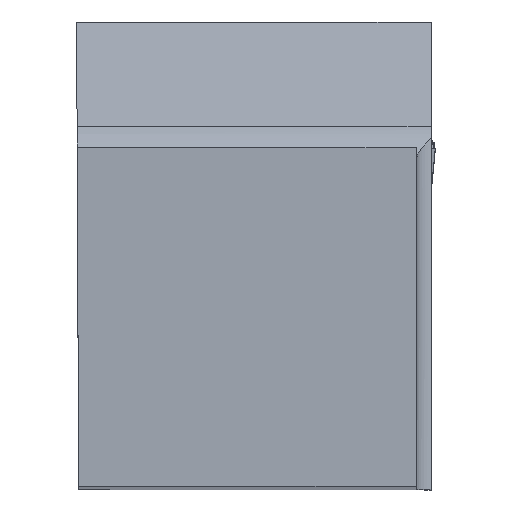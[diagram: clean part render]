
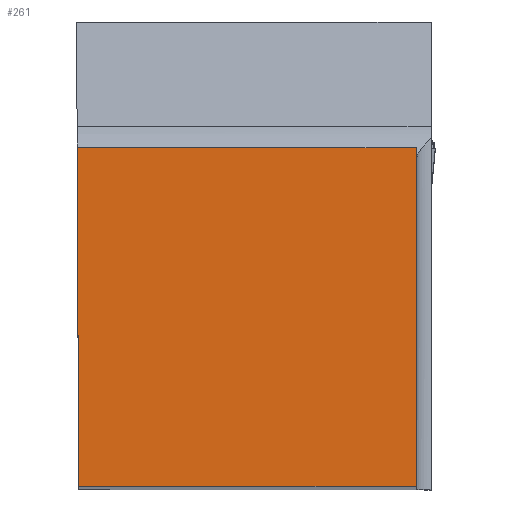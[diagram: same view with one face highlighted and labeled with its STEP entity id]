
A CAD part, top view. The second image highlights one B-rep face of the part: STEP entity #261.
In plain terms, the highlighted planar face has unit normal (0, 0, 1).
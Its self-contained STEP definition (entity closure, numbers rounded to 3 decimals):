
#261=ADVANCED_FACE('CU_BACK_SU1',(#418),#361,.F.);
#361=PLANE('',#2037);
#418=FACE_OUTER_BOUND('',#523,.T.);
#523=EDGE_LOOP('',(#788,#789,#790,#791));
#788=ORIENTED_EDGE('',*,*,#1459,.T.);
#789=ORIENTED_EDGE('',*,*,#1461,.F.);
#790=ORIENTED_EDGE('',*,*,#1421,.T.);
#791=ORIENTED_EDGE('',*,*,#1411,.T.);
#1230=VERTEX_POINT('',#2644);
#1232=VERTEX_POINT('',#2647);
#1240=VERTEX_POINT('',#2666);
#1260=VERTEX_POINT('',#2748);
#1411=EDGE_CURVE('',#1232,#1230,#1680,.T.);
#1421=EDGE_CURVE('',#1240,#1232,#1688,.T.);
#1459=EDGE_CURVE('',#1230,#1260,#1718,.T.);
#1461=EDGE_CURVE('',#1240,#1260,#1720,.T.);
#1680=LINE('',#2646,#1832);
#1688=LINE('',#2665,#1840);
#1718=LINE('',#2749,#1870);
#1720=LINE('',#2752,#1872);
#1832=VECTOR('',#2200,1.);
#1840=VECTOR('',#2214,1.);
#1870=VECTOR('',#2290,1.);
#1872=VECTOR('',#2294,1.);
#2037=AXIS2_PLACEMENT_3D('',#2753,#2295,#2296);
#2200=DIRECTION('',(0.004,-1.,0.));
#2214=DIRECTION('',(-1.,0.,0.));
#2290=DIRECTION('',(1.,0.,0.));
#2294=DIRECTION('',(0.,-1.,0.));
#2295=DIRECTION('',(0.,0.,-1.));
#2296=DIRECTION('',(0.,-1.,0.));
#2644=CARTESIAN_POINT('',(0.087,0.,0.));
#2646=CARTESIAN_POINT('',(-0.088,39.975,0.));
#2647=CARTESIAN_POINT('',(0.,19.875,0.));
#2665=CARTESIAN_POINT('',(-22.994,19.875,0.));
#2666=CARTESIAN_POINT('',(19.875,19.875,0.));
#2748=CARTESIAN_POINT('',(19.875,0.,0.));
#2749=CARTESIAN_POINT('',(-22.994,0.,0.));
#2752=CARTESIAN_POINT('',(19.875,39.875,0.));
#2753=CARTESIAN_POINT('',(-22.994,39.875,0.));
